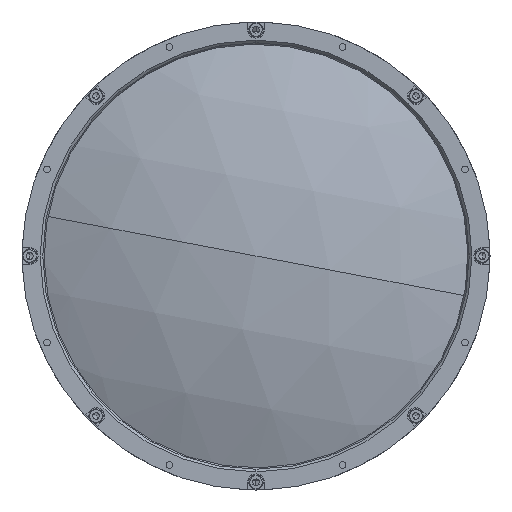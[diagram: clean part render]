
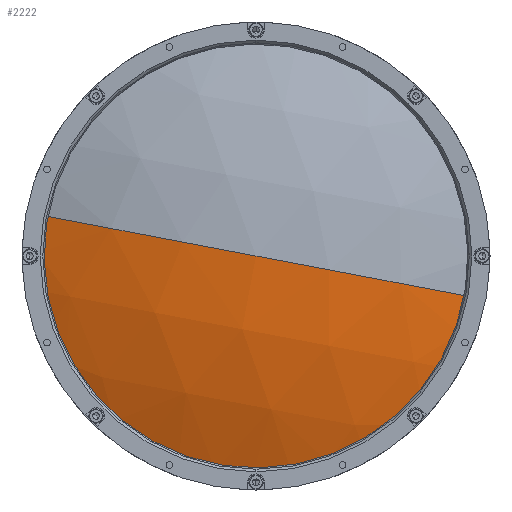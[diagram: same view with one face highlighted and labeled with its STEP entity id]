
A CAD part, left-side view. The second image highlights one B-rep face of the part: STEP entity #2222.
In plain terms, the highlighted spherical face has radius 217.7 mm.
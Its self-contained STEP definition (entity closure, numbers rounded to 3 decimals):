
#68 = VERTEX_POINT ( 'NONE', #6845 ) ;
#1358 = EDGE_CURVE ( 'NONE', #9295, #68, #7550, .T. ) ;
#1589 = CIRCLE ( 'NONE', #6678, 217.7 ) ;
#2222 = ADVANCED_FACE ( 'NONE', ( #3617 ), #11450, .T. ) ;
#2711 = CARTESIAN_POINT ( 'NONE',  ( 13.859, 0., 0. ) ) ;
#3448 = CARTESIAN_POINT ( 'NONE',  ( 214.7, 0., 0. ) ) ;
#3617 = FACE_OUTER_BOUND ( 'NONE', #18529, .T. ) ;
#4284 = DIRECTION ( 'NONE',  ( 0., 0.187, -0.982 ) ) ;
#5028 = DIRECTION ( 'NONE',  ( 0., 0.982, 0.187 ) ) ;
#5164 = DIRECTION ( 'NONE',  ( 0., -0.187, 0.982 ) ) ;
#6523 = AXIS2_PLACEMENT_3D ( 'NONE', #3448, #14333, #5028 ) ;
#6678 = AXIS2_PLACEMENT_3D ( 'NONE', #14472, #5164, #16033 ) ;
#6776 = CARTESIAN_POINT ( 'NONE',  ( 214.7, 0., 0. ) ) ;
#6845 = CARTESIAN_POINT ( 'NONE',  ( 13.859, -82.524, -15.675 ) ) ;
#7550 = CIRCLE ( 'NONE', #10096, 84. ) ;
#8357 = DIRECTION ( 'NONE',  ( 0., 0.982, 0.187 ) ) ;
#9295 = VERTEX_POINT ( 'NONE', #11537 ) ;
#10096 = AXIS2_PLACEMENT_3D ( 'NONE', #2711, #13620, #4284 ) ;
#11258 = ORIENTED_EDGE ( 'NONE', *, *, #14343, .F. ) ;
#11450 = SPHERICAL_SURFACE ( 'NONE', #18683, 217.7 ) ;
#11537 = CARTESIAN_POINT ( 'NONE',  ( 13.859, 82.524, 15.675 ) ) ;
#11555 = VERTEX_POINT ( 'NONE', #20084 ) ;
#12477 = EDGE_CURVE ( 'NONE', #68, #11555, #16013, .T. ) ;
#13620 = DIRECTION ( 'NONE',  ( -1., 0., 0. ) ) ;
#14161 = ORIENTED_EDGE ( 'NONE', *, *, #1358, .T. ) ;
#14333 = DIRECTION ( 'NONE',  ( 0., 0.187, -0.982 ) ) ;
#14343 = EDGE_CURVE ( 'NONE', #9295, #11555, #1589, .T. ) ;
#14472 = CARTESIAN_POINT ( 'NONE',  ( 214.7, 0., 0. ) ) ;
#16013 = CIRCLE ( 'NONE', #6523, 217.7 ) ;
#16033 = DIRECTION ( 'NONE',  ( 0., -0.982, -0.187 ) ) ;
#17647 = DIRECTION ( 'NONE',  ( 0., 0.187, -0.982 ) ) ;
#18529 = EDGE_LOOP ( 'NONE', ( #14161, #19916, #11258 ) ) ;
#18683 = AXIS2_PLACEMENT_3D ( 'NONE', #6776, #17647, #8357 ) ;
#19916 = ORIENTED_EDGE ( 'NONE', *, *, #12477, .T. ) ;
#20084 = CARTESIAN_POINT ( 'NONE',  ( -3., 0., 0. ) ) ;
